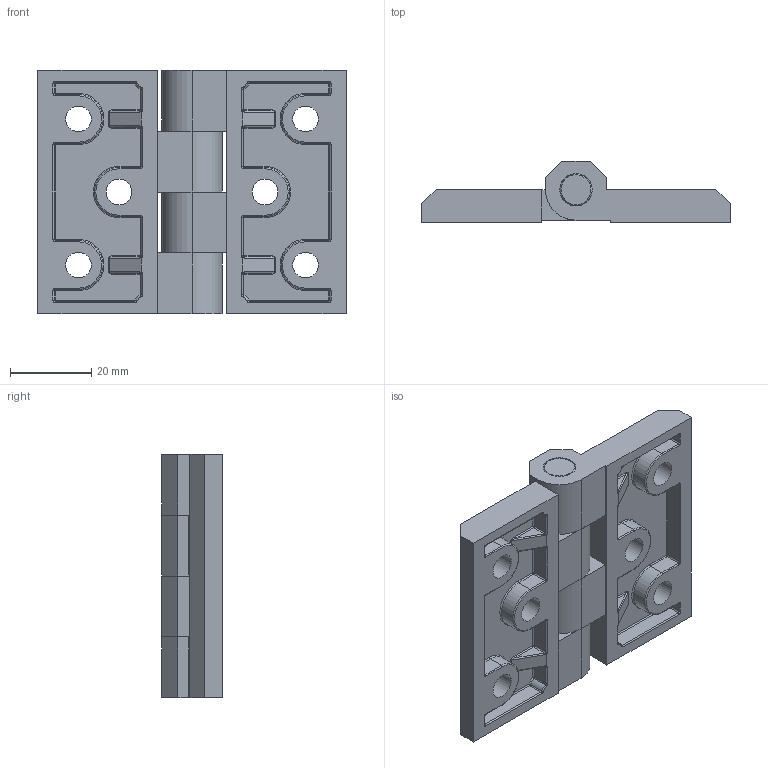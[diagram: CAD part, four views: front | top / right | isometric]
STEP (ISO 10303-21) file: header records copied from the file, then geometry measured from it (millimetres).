
FILE_DESCRIPTION (( 'STEP AP214' ), '1' );
FILE_NAME ('095008.STEP', '2014-11-27T12:56:35', ( 'Admin' ), ( 'Hewlett-Packard Company' ), 'SwSTEP 2.0', 'SolidWorks 2014', '' );
FILE_SCHEMA (( 'AUTOMOTIVE_DESIGN' ));
Length unit declared in the file: millimetre
Products named in the file (3): 095008; 095008_Standard; achse_8-60
Assembly tree (3 placements, depth 2):
  095008
    095008_Standard  x2
    achse_8-60
Bounding box: 76 x 15 x 60 mm (x, y, z)
Volume: 30372.8 mm3; surface area: 18468.5 mm2
Topology: 3 solids, 3 shells, 351 faces, 851 edges, 468 vertices
Faces by surface type: cylinder 145, plane 90, torus 52, sphere 40, bspline 16, cone 8
Full cylindrical faces by diameter (mm): 6.3 x6, 8 x5
Entity records: 5108 total; most frequent: CARTESIAN_POINT 988, DIRECTION 916, ORIENTED_EDGE 782, EDGE_CURVE 391, AXIS2_PLACEMENT_3D 365, VERTEX_POINT 229, EDGE_LOOP 200, CIRCLE 189
